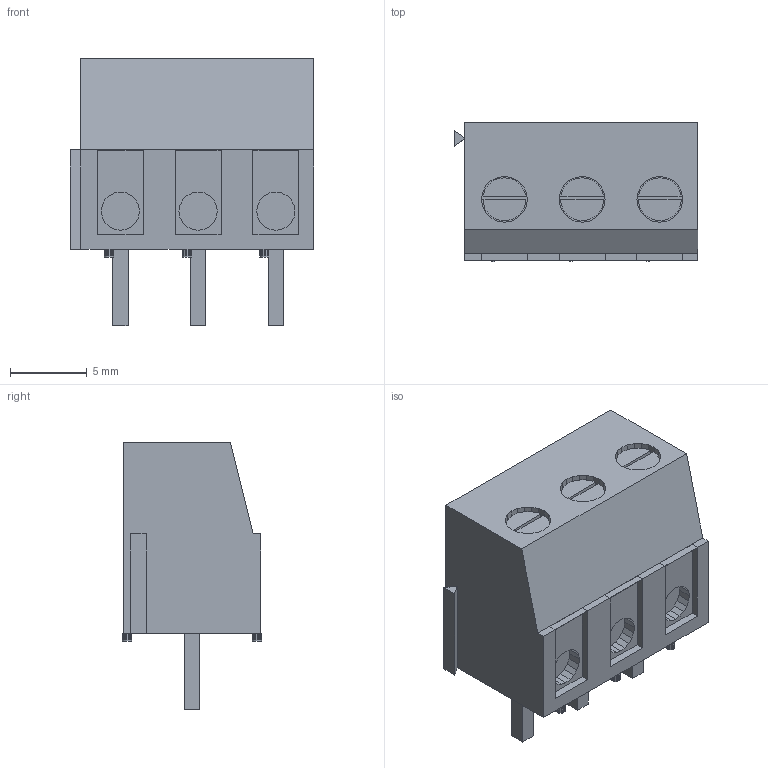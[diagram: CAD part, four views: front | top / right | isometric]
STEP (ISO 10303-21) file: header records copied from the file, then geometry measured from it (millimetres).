
FILE_DESCRIPTION(('FreeCAD Model'),'2;1');
FILE_NAME('OSTTA03416.step','2020-09-20T03:03:26',('kicad StepUp'),( 'ksu MCAD'),'Open CASCADE STEP processor 7.4','FreeCAD','Unknown');
FILE_SCHEMA(('AUTOMOTIVE_DESIGN { 1 0 10303 214 1 1 1 1 }'));
Length unit declared in the file: millimetre
Products named in the file (1): OSTTA03416
Bounding box: 15.94 x 9.1 x 17.5 mm (x, y, z)
Volume: 1435.4 mm3; surface area: 1341 mm2
Topology: 1 solids, 7 shells, 576 faces, 1617 edges, 1073 vertices
Faces by surface type: plane 576
Entity records: 22174 total; most frequent: CARTESIAN_POINT 3267, ORIENTED_EDGE 3234, DIRECTION 2771, EDGE_CURVE 1617, LINE 1617, VECTOR 1617, VERTEX_POINT 1073, FACE_BOUND 594
